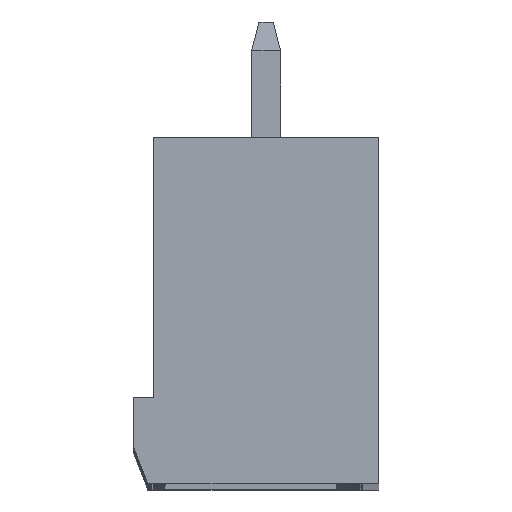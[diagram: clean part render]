
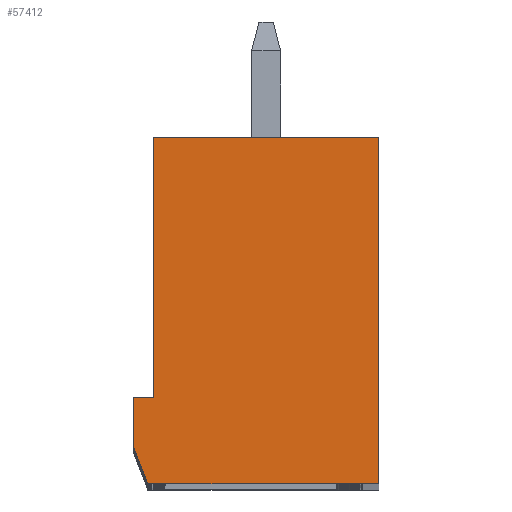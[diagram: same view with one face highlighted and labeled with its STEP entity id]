
A CAD part, top view. The second image highlights one B-rep face of the part: STEP entity #57412.
In plain terms, the highlighted planar face has unit normal (0, 0, 1).
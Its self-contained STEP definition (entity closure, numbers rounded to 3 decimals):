
#28=DIRECTION('',(0.,-1.,0.));
#29=VECTOR('',#28,1.7);
#30=CARTESIAN_POINT('',(-4.6,3.,122.62));
#31=LINE('',#30,#29);
#124=DIRECTION('',(-1.,0.,0.));
#125=VECTOR('',#124,0.7);
#126=CARTESIAN_POINT('',(-3.9,3.,122.62));
#127=LINE('',#126,#125);
#136=DIRECTION('',(0.,-1.,0.));
#137=VECTOR('',#136,9.);
#138=CARTESIAN_POINT('',(-3.9,12.,122.62));
#139=LINE('',#138,#137);
#152=DIRECTION('',(-1.,0.,0.));
#153=VECTOR('',#152,7.8);
#154=CARTESIAN_POINT('',(3.9,12.,122.62));
#155=LINE('',#154,#153);
#256=DIRECTION('',(0.,1.,0.));
#257=VECTOR('',#256,12.);
#258=CARTESIAN_POINT('',(3.9,0.,122.62));
#259=LINE('',#258,#257);
#661=DIRECTION('',(1.,0.,0.));
#662=VECTOR('',#661,8.);
#663=CARTESIAN_POINT('',(-4.1,0.,122.62));
#664=LINE('',#663,#662);
#20297=DIRECTION('',(-0.359,0.933,0.));
#20298=VECTOR('',#20297,1.393);
#20299=CARTESIAN_POINT('',(-4.1,0.,122.62));
#20300=LINE('',#20299,#20298);
#22508=CARTESIAN_POINT('',(-4.1,0.,122.62));
#22509=VERTEX_POINT('',#22508);
#22510=CARTESIAN_POINT('',(3.9,0.,122.62));
#22511=VERTEX_POINT('',#22510);
#22512=CARTESIAN_POINT('',(-4.6,1.3,122.62));
#22513=VERTEX_POINT('',#22512);
#22514=CARTESIAN_POINT('',(3.9,12.,122.62));
#22515=VERTEX_POINT('',#22514);
#22516=CARTESIAN_POINT('',(-3.9,12.,122.62));
#22517=VERTEX_POINT('',#22516);
#22518=CARTESIAN_POINT('',(-4.6,3.,122.62));
#22519=VERTEX_POINT('',#22518);
#22520=CARTESIAN_POINT('',(-3.9,3.,122.62));
#22521=VERTEX_POINT('',#22520);
#57398=CARTESIAN_POINT('',(0.,0.,122.62));
#57399=DIRECTION('',(0.,0.,-1.));
#57400=DIRECTION('',(-1.,0.,0.));
#57401=AXIS2_PLACEMENT_3D('',#57398,#57399,#57400);
#57402=PLANE('',#57401);
#57403=ORIENTED_EDGE('',*,*,#28532,.F.);
#57404=ORIENTED_EDGE('',*,*,#57391,.T.);
#57405=ORIENTED_EDGE('',*,*,#27991,.F.);
#57406=ORIENTED_EDGE('',*,*,#28102,.F.);
#57407=ORIENTED_EDGE('',*,*,#28117,.F.);
#57408=ORIENTED_EDGE('',*,*,#28140,.F.);
#57409=ORIENTED_EDGE('',*,*,#28339,.F.);
#57410=EDGE_LOOP('',(#57403,#57404,#57405,#57406,#57407,#57408,#57409));
#57411=FACE_OUTER_BOUND('',#57410,.F.);
#57412=ADVANCED_FACE('',(#57411),#57402,.F.);
#27991=EDGE_CURVE('',#22519,#22513,#31,.T.);
#28102=EDGE_CURVE('',#22521,#22519,#127,.T.);
#28117=EDGE_CURVE('',#22517,#22521,#139,.T.);
#28140=EDGE_CURVE('',#22515,#22517,#155,.T.);
#28339=EDGE_CURVE('',#22511,#22515,#259,.T.);
#28532=EDGE_CURVE('',#22509,#22511,#664,.T.);
#57391=EDGE_CURVE('',#22509,#22513,#20300,.T.);
